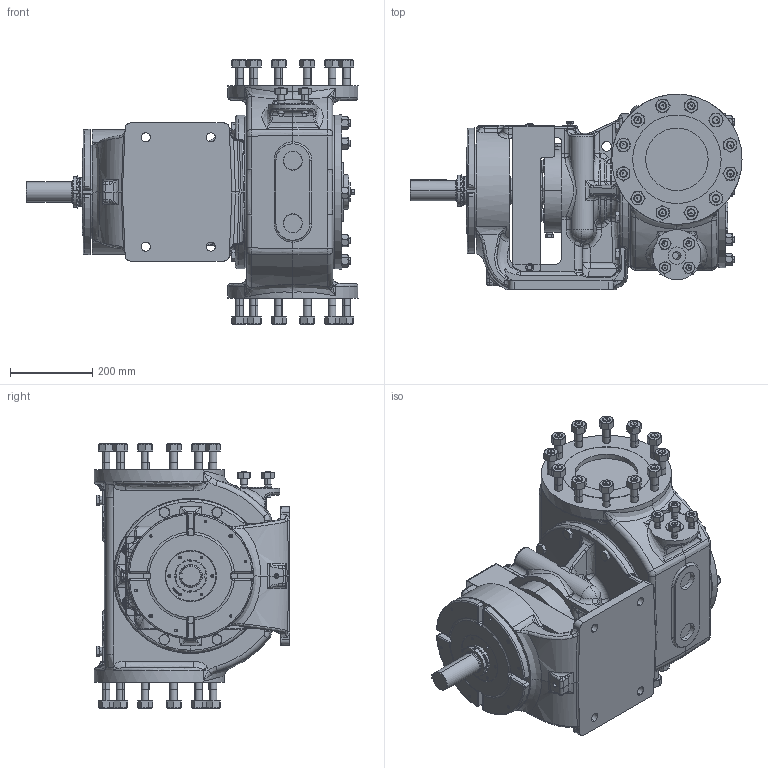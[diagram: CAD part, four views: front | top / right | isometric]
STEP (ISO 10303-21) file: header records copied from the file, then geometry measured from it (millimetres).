
FILE_DESCRIPTION (( 'STEP AP214' ), '1' );
FILE_NAME ('QS4223AX.STEP', '2017-01-19T13:24:10', ( '' ), ( '' ), 'SwSTEP 2.0', 'SolidWorks 2016', '' );
FILE_SCHEMA (( 'AUTOMOTIVE_DESIGN' ));
Length unit declared in the file: inch
Products named in the file (2): QS4223AX
Bounding box: 809.5 x 476.25 x 647.7 mm (x, y, z)
Volume: 69132508.2 mm3; surface area: 2230087.3 mm2
Topology: 1 solids, 5 shells, 4878 faces, 11894 edges, 7329 vertices
Faces by surface type: plane 2012, bspline 1010, cone 884, cylinder 847, torus 84, sphere 41
Entity records: 250523 total; most frequent: CARTESIAN_POINT 99763, ORIENTED_EDGE 23556, DIRECTION 18703, EDGE_CURVE 11778, VERTEX_POINT 7329, AXIS2_PLACEMENT_3D 6776, EDGE_LOOP 5347, VECTOR 5151
